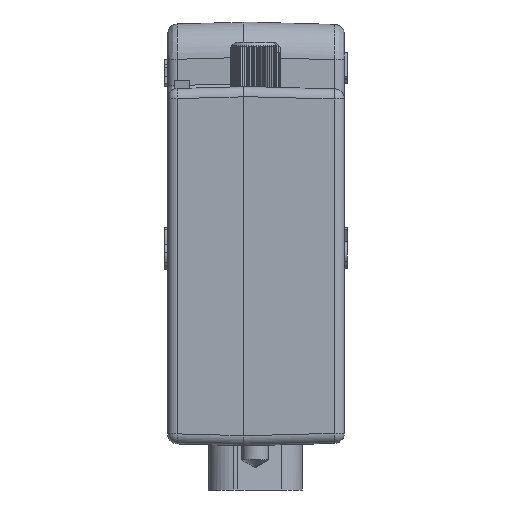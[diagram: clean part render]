
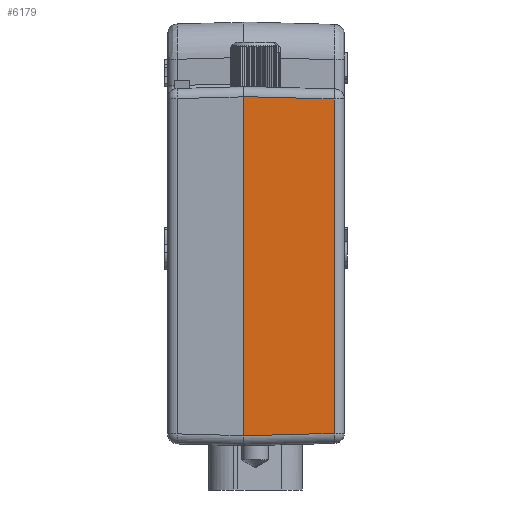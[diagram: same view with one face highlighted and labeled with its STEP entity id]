
A CAD part, left-side view. The second image highlights one B-rep face of the part: STEP entity #6179.
In plain terms, the highlighted planar face has unit normal (-1, 0.026, 0).
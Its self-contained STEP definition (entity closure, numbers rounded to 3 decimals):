
#6166=AXIS2_PLACEMENT_3D('Plane Axis2P3D',#6163,#6164,#6165) ;
#431=CARTESIAN_POINT('Vertex',(0.,1.326,38.782)) ;
#781=CARTESIAN_POINT('Line Origine',(0.,1.326,40.371)) ;
#785=CARTESIAN_POINT('Vertex',(0.,1.326,5.618)) ;
#4663=CARTESIAN_POINT('Vertex',(0.236,10.35,5.381)) ;
#4666=CARTESIAN_POINT('Line Origine',(0.236,10.35,22.2)) ;
#4670=CARTESIAN_POINT('Vertex',(0.236,10.35,39.019)) ;
#4718=CARTESIAN_POINT('Line Origine',(0.225,9.918,39.007)) ;
#6163=CARTESIAN_POINT('Axis2P3D Location',(0.216,9.6,1.36)) ;
#6168=CARTESIAN_POINT('Line Origine',(0.118,5.838,5.5)) ;
#782=DIRECTION('Vector Direction',(0.,0.,-1.)) ;
#4667=DIRECTION('Vector Direction',(0.,0.,1.)) ;
#4719=DIRECTION('Vector Direction',(-0.026,-0.999,-0.026)) ;
#6164=DIRECTION('Axis2P3D Direction',(-1.,0.026,0.)) ;
#6165=DIRECTION('Axis2P3D XDirection',(0.,0.,-1.)) ;
#6169=DIRECTION('Vector Direction',(-0.026,-0.999,0.026)) ;
#783=VECTOR('Line Direction',#782,1.) ;
#4668=VECTOR('Line Direction',#4667,1.) ;
#4720=VECTOR('Line Direction',#4719,1.) ;
#6170=VECTOR('Line Direction',#6169,1.) ;
#6174=ORIENTED_EDGE('',*,*,#4672,.F.) ;
#6175=ORIENTED_EDGE('',*,*,#6172,.T.) ;
#6176=ORIENTED_EDGE('',*,*,#787,.F.) ;
#6177=ORIENTED_EDGE('',*,*,#4722,.F.) ;
#6179=ADVANCED_FACE('Hauptk\X2\00F6\X0\rper',(#6178),#6167,.T.) ;
#787=EDGE_CURVE('',#432,#786,#784,.T.) ;
#4672=EDGE_CURVE('',#4664,#4671,#4669,.T.) ;
#4722=EDGE_CURVE('',#4671,#432,#4721,.T.) ;
#6172=EDGE_CURVE('',#4664,#786,#6171,.T.) ;
#6173=EDGE_LOOP('',(#6174,#6175,#6176,#6177)) ;
#6178=FACE_OUTER_BOUND('',#6173,.T.) ;
#784=LINE('Line',#781,#783) ;
#4669=LINE('Line',#4666,#4668) ;
#4721=LINE('Line',#4718,#4720) ;
#6171=LINE('Line',#6168,#6170) ;
#6167=PLANE('',#6166) ;
#432=VERTEX_POINT('',#431) ;
#786=VERTEX_POINT('',#785) ;
#4664=VERTEX_POINT('',#4663) ;
#4671=VERTEX_POINT('',#4670) ;
